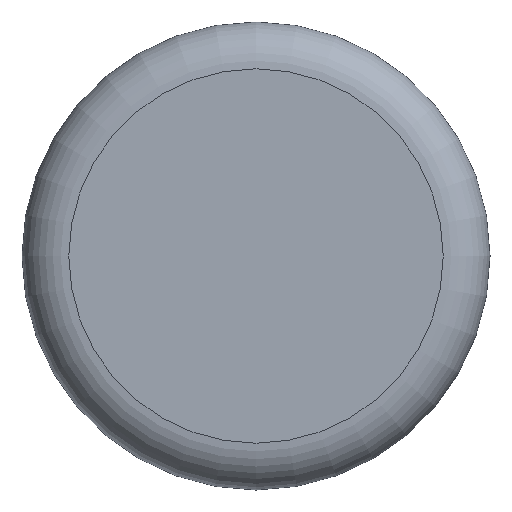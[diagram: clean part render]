
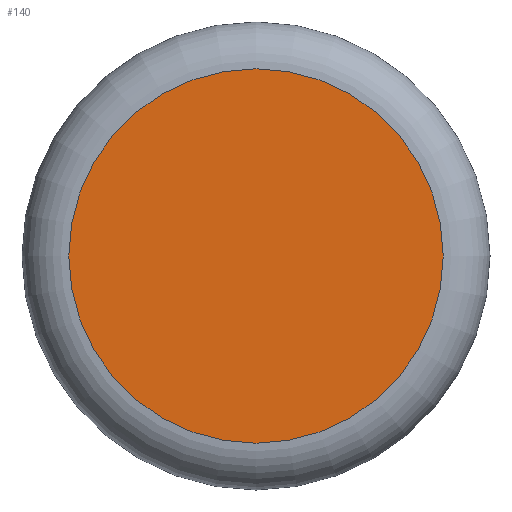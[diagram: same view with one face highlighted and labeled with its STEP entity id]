
A CAD part, front view. The second image highlights one B-rep face of the part: STEP entity #140.
In plain terms, the highlighted planar face has unit normal (0, -1, 0).
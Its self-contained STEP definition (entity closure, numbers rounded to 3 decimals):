
#18=PLANE('',#173);
#34=FACE_OUTER_BOUND('',#45,.T.);
#45=EDGE_LOOP('',(#115));
#60=CIRCLE('',#172,12.);
#73=VERTEX_POINT('',#259);
#88=EDGE_CURVE('',#73,#73,#60,.T.);
#115=ORIENTED_EDGE('',*,*,#88,.F.);
#140=ADVANCED_FACE('',(#34),#18,.F.);
#172=AXIS2_PLACEMENT_3D('',#261,#212,#213);
#173=AXIS2_PLACEMENT_3D('',#262,#214,#215);
#212=DIRECTION('center_axis',(0.,1.,0.));
#213=DIRECTION('ref_axis',(1.,0.,0.));
#214=DIRECTION('center_axis',(0.,1.,0.));
#215=DIRECTION('ref_axis',(1.,0.,0.));
#259=CARTESIAN_POINT('',(0.,0.,-12.));
#261=CARTESIAN_POINT('Origin',(0.,0.,0.));
#262=CARTESIAN_POINT('Origin',(0.,0.,0.));
